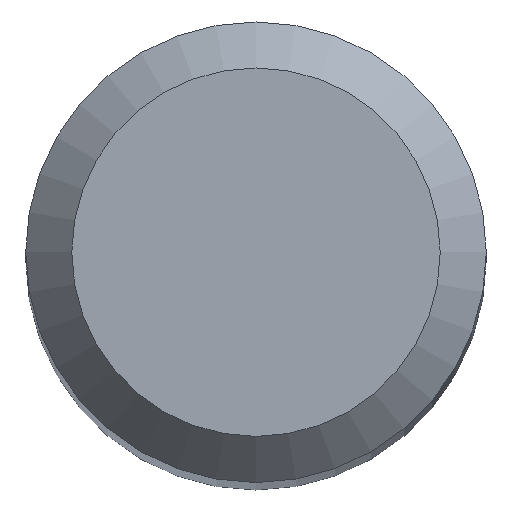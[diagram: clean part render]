
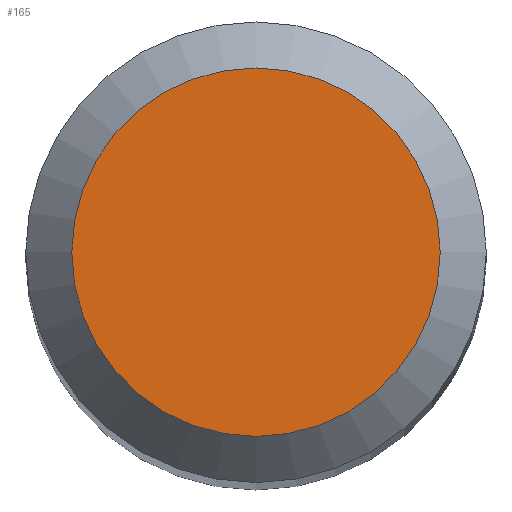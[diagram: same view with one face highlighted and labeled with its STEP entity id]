
A CAD part, top view. The second image highlights one B-rep face of the part: STEP entity #165.
In plain terms, the highlighted planar face has unit normal (0, 0, 1).
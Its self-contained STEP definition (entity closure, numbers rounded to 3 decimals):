
#12 = CARTESIAN_POINT ( 'NONE',  ( 0., 0., 38. ) ) ;
#38 = DIRECTION ( 'NONE',  ( 0., 1., 0. ) ) ;
#42 = CIRCLE ( 'NONE', #179, 1.2 ) ;
#47 = EDGE_CURVE ( 'NONE', #191, #191, #42, .T. ) ;
#58 = DIRECTION ( 'NONE',  ( 0., 1., 0. ) ) ;
#111 = CARTESIAN_POINT ( 'NONE',  ( 0., 1.2, 38. ) ) ;
#119 = ORIENTED_EDGE ( 'NONE', *, *, #47, .F. ) ;
#146 = CARTESIAN_POINT ( 'NONE',  ( 0., 0., 38. ) ) ;
#165 = ADVANCED_FACE ( 'NONE', ( #200 ), #169, .F. ) ;
#166 = AXIS2_PLACEMENT_3D ( 'NONE', #12, #183, #58 ) ;
#169 = PLANE ( 'NONE',  #166 ) ;
#179 = AXIS2_PLACEMENT_3D ( 'NONE', #146, #185, #38 ) ;
#183 = DIRECTION ( 'NONE',  ( 0., 0., -1. ) ) ;
#185 = DIRECTION ( 'NONE',  ( 0., 0., -1. ) ) ;
#191 = VERTEX_POINT ( 'NONE', #111 ) ;
#200 = FACE_OUTER_BOUND ( 'NONE', #218, .T. ) ;
#218 = EDGE_LOOP ( 'NONE', ( #119 ) ) ;
